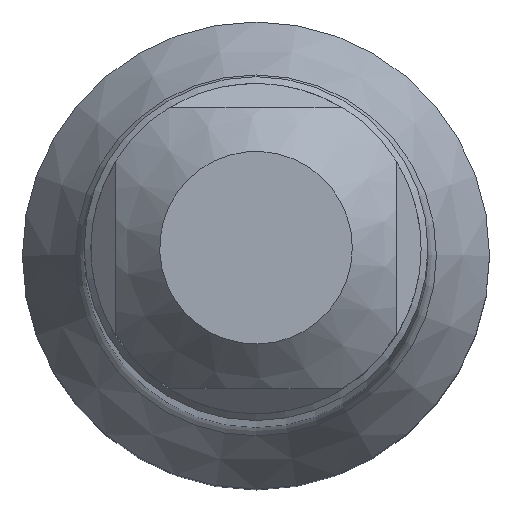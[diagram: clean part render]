
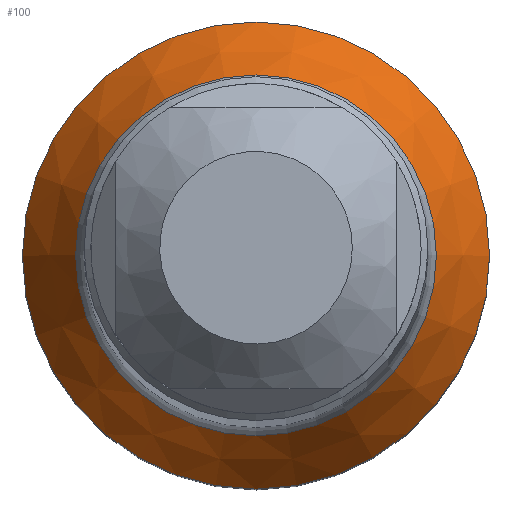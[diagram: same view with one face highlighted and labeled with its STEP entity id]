
A CAD part, top view. The second image highlights one B-rep face of the part: STEP entity #100.
In plain terms, the highlighted conical face has half-angle 30 degrees and reference radius 3 mm.
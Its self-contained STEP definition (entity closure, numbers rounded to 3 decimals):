
#94=CONICAL_SURFACE('',#359,3.,30.);
#100=ADVANCED_FACE('',(#124,#125),#94,.T.);
#124=FACE_BOUND('',#142,.T.);
#125=FACE_BOUND('',#143,.T.);
#142=EDGE_LOOP('',(#170));
#143=EDGE_LOOP('',(#171));
#170=ORIENTED_EDGE('',*,*,#262,.T.);
#171=ORIENTED_EDGE('',*,*,#263,.F.);
#236=VERTEX_POINT('',#514);
#237=VERTEX_POINT('',#516);
#262=EDGE_CURVE('',#236,#236,#295,.T.);
#263=EDGE_CURVE('',#237,#237,#296,.T.);
#295=CIRCLE('',#357,3.147);
#296=CIRCLE('',#358,4.074);
#357=AXIS2_PLACEMENT_3D('',#513,#405,#406);
#358=AXIS2_PLACEMENT_3D('',#515,#407,#408);
#359=AXIS2_PLACEMENT_3D('',#517,#409,#410);
#405=DIRECTION('',(0.,0.,-1.));
#406=DIRECTION('',(-1.,0.,0.));
#407=DIRECTION('',(0.,0.,-1.));
#408=DIRECTION('',(-1.,0.,0.));
#409=DIRECTION('',(0.,0.,-1.));
#410=DIRECTION('',(-1.,0.,0.));
#513=CARTESIAN_POINT('',(0.,0.,-76.394));
#514=CARTESIAN_POINT('',(-3.147,0.,-76.394));
#515=CARTESIAN_POINT('',(0.,0.,-78.));
#516=CARTESIAN_POINT('',(-4.074,0.,-78.));
#517=CARTESIAN_POINT('',(0.,0.,-76.139));
